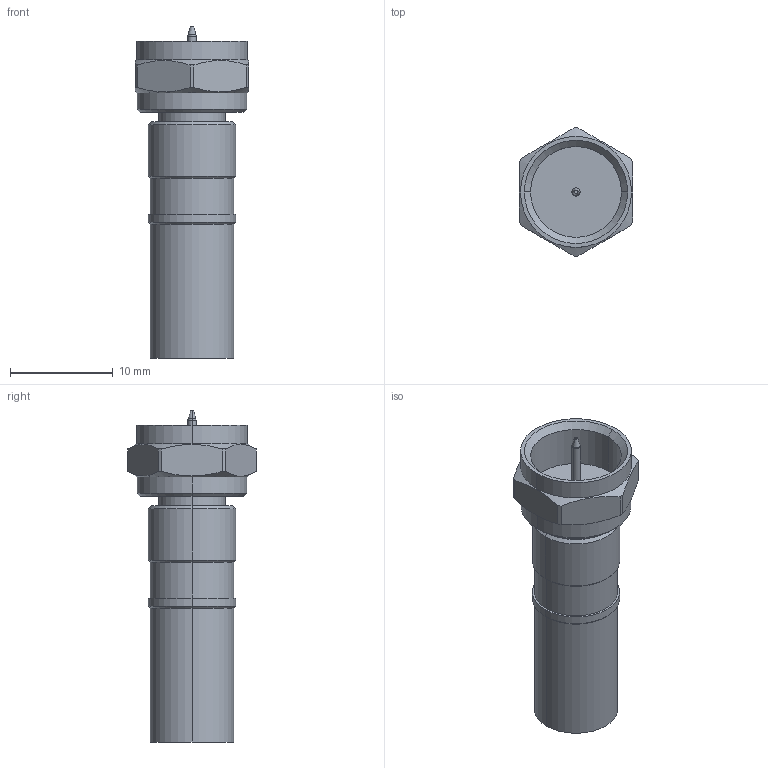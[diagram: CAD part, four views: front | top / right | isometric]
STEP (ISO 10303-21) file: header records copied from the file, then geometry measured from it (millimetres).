
FILE_DESCRIPTION (( 'STEP AP214' ), '1' );
FILE_NAME ('J01600A0005.STEP', '2015-05-28T07:36:15', ( '' ), ( '' ), 'SwSTEP 2.0', 'SolidWorks 2014', '' );
FILE_SCHEMA (( 'AUTOMOTIVE_DESIGN' ));
Length unit declared in the file: millimetre
Products named in the file (1): J01600A0005
Bounding box: 11 x 12.5 x 32.3 mm (x, y, z)
Volume: 1235.5 mm3; surface area: 1632.5 mm2
Topology: 1 solids, 1 shells, 73 faces, 158 edges, 96 vertices
Faces by surface type: cylinder 32, cone 22, plane 17, torus 2
Entity records: 2874 total; most frequent: CARTESIAN_POINT 440, DIRECTION 372, ORIENTED_EDGE 316, EDGE_CURVE 158, AXIS2_PLACEMENT_3D 156, VERTEX_POINT 96, CIRCLE 82, EDGE_LOOP 82
